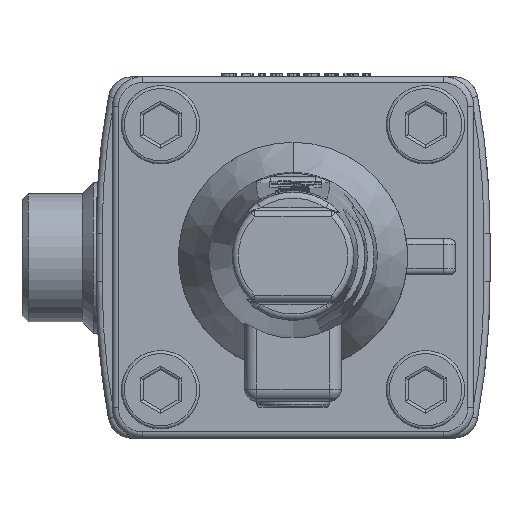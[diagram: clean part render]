
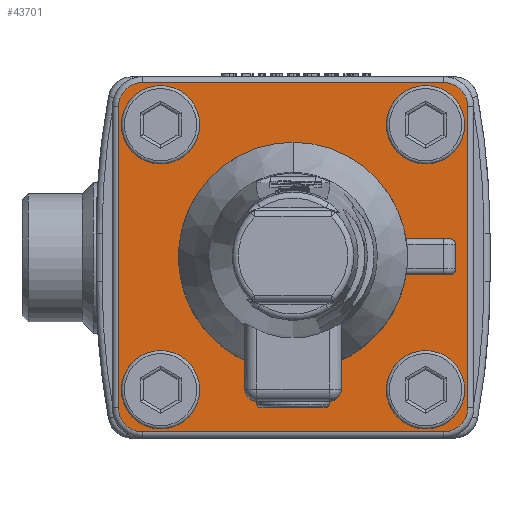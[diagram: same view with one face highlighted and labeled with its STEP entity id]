
A CAD part, top view. The second image highlights one B-rep face of the part: STEP entity #43701.
In plain terms, the highlighted planar face has unit normal (0, 0, 1).
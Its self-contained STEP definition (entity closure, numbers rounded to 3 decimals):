
#43535=CARTESIAN_POINT('',(-0.,0.,54.5));
#43536=DIRECTION('',(0.,0.,1.));
#43537=DIRECTION('',(0.,1.,-0.));
#43538=AXIS2_PLACEMENT_3D('',#43535,#43536,#43537);
#43539=PLANE('',#43538);
#43540=CARTESIAN_POINT('',(-22.,-16.,54.5));
#43541=VERTEX_POINT('',#43540);
#43542=CARTESIAN_POINT('',(-28.,-22.,54.5));
#43543=VERTEX_POINT('',#43542);
#43544=CARTESIAN_POINT('',(-22.,-22.,54.5));
#43545=DIRECTION('',(0.,0.,1.));
#43546=DIRECTION('',(-1.,0.,0.));
#43547=AXIS2_PLACEMENT_3D('',#43544,#43545,#43546);
#43548=CIRCLE('',#43547,6.);
#43549=EDGE_CURVE('',#43541,#43543,#43548,.T.);
#43550=ORIENTED_EDGE('',*,*,#43549,.F.);
#43551=CARTESIAN_POINT('',(-22.,-22.,54.5));
#43552=DIRECTION('',(0.,0.,1.));
#43553=DIRECTION('',(-1.,0.,0.));
#43554=AXIS2_PLACEMENT_3D('',#43551,#43552,#43553);
#43555=CIRCLE('',#43554,6.);
#43556=EDGE_CURVE('',#43543,#43541,#43555,.T.);
#43557=ORIENTED_EDGE('',*,*,#43556,.F.);
#43558=EDGE_LOOP('',(#43550,#43557));
#43559=FACE_BOUND('',#43558,.T.);
#43560=CARTESIAN_POINT('',(22.,28.,54.5));
#43561=VERTEX_POINT('',#43560);
#43562=CARTESIAN_POINT('',(16.,22.,54.5));
#43563=VERTEX_POINT('',#43562);
#43564=CARTESIAN_POINT('',(22.,22.,54.5));
#43565=DIRECTION('',(0.,0.,1.));
#43566=DIRECTION('',(-1.,0.,0.));
#43567=AXIS2_PLACEMENT_3D('',#43564,#43565,#43566);
#43568=CIRCLE('',#43567,6.);
#43569=EDGE_CURVE('',#43561,#43563,#43568,.T.);
#43570=ORIENTED_EDGE('',*,*,#43569,.F.);
#43571=CARTESIAN_POINT('',(22.,22.,54.5));
#43572=DIRECTION('',(0.,0.,1.));
#43573=DIRECTION('',(-1.,0.,0.));
#43574=AXIS2_PLACEMENT_3D('',#43571,#43572,#43573);
#43575=CIRCLE('',#43574,6.);
#43576=EDGE_CURVE('',#43563,#43561,#43575,.T.);
#43577=ORIENTED_EDGE('',*,*,#43576,.F.);
#43578=EDGE_LOOP('',(#43570,#43577));
#43579=FACE_BOUND('',#43578,.T.);
#43580=CARTESIAN_POINT('',(22.,-16.,54.5));
#43581=VERTEX_POINT('',#43580);
#43582=CARTESIAN_POINT('',(16.,-22.,54.5));
#43583=VERTEX_POINT('',#43582);
#43584=CARTESIAN_POINT('',(22.,-22.,54.5));
#43585=DIRECTION('',(0.,0.,1.));
#43586=DIRECTION('',(-1.,0.,0.));
#43587=AXIS2_PLACEMENT_3D('',#43584,#43585,#43586);
#43588=CIRCLE('',#43587,6.);
#43589=EDGE_CURVE('',#43581,#43583,#43588,.T.);
#43590=ORIENTED_EDGE('',*,*,#43589,.F.);
#43591=CARTESIAN_POINT('',(22.,-22.,54.5));
#43592=DIRECTION('',(0.,0.,1.));
#43593=DIRECTION('',(-1.,0.,0.));
#43594=AXIS2_PLACEMENT_3D('',#43591,#43592,#43593);
#43595=CIRCLE('',#43594,6.);
#43596=EDGE_CURVE('',#43583,#43581,#43595,.T.);
#43597=ORIENTED_EDGE('',*,*,#43596,.F.);
#43598=EDGE_LOOP('',(#43590,#43597));
#43599=FACE_BOUND('',#43598,.T.);
#43600=CARTESIAN_POINT('',(-22.,28.,54.5));
#43601=VERTEX_POINT('',#43600);
#43602=CARTESIAN_POINT('',(-28.,22.,54.5));
#43603=VERTEX_POINT('',#43602);
#43604=CARTESIAN_POINT('',(-22.,22.,54.5));
#43605=DIRECTION('',(0.,0.,1.));
#43606=DIRECTION('',(-1.,0.,0.));
#43607=AXIS2_PLACEMENT_3D('',#43604,#43605,#43606);
#43608=CIRCLE('',#43607,6.);
#43609=EDGE_CURVE('',#43601,#43603,#43608,.T.);
#43610=ORIENTED_EDGE('',*,*,#43609,.F.);
#43611=CARTESIAN_POINT('',(-22.,22.,54.5));
#43612=DIRECTION('',(0.,0.,1.));
#43613=DIRECTION('',(-1.,0.,0.));
#43614=AXIS2_PLACEMENT_3D('',#43611,#43612,#43613);
#43615=CIRCLE('',#43614,6.);
#43616=EDGE_CURVE('',#43603,#43601,#43615,.T.);
#43617=ORIENTED_EDGE('',*,*,#43616,.F.);
#43618=EDGE_LOOP('',(#43610,#43617));
#43619=FACE_BOUND('',#43618,.T.);
#43620=CARTESIAN_POINT('',(-0.,15.5,54.5));
#43621=VERTEX_POINT('',#43620);
#43622=CARTESIAN_POINT('',(-0.,0.,54.5));
#43623=DIRECTION('',(0.,0.,1.));
#43624=DIRECTION('',(0.,1.,-0.));
#43625=AXIS2_PLACEMENT_3D('',#43622,#43623,#43624);
#43626=CIRCLE('',#43625,15.5);
#43627=EDGE_CURVE('',#43621,#43621,#43626,.T.);
#43628=ORIENTED_EDGE('',*,*,#43627,.F.);
#43629=EDGE_LOOP('',(#43628));
#43630=FACE_BOUND('',#43629,.T.);
#43631=CARTESIAN_POINT('',(-29.,-25.,54.5));
#43632=VERTEX_POINT('',#43631);
#43633=CARTESIAN_POINT('',(-25.,-29.,54.5));
#43634=VERTEX_POINT('',#43633);
#43635=CARTESIAN_POINT('',(-25.,-25.,54.5));
#43636=DIRECTION('',(0.,0.,1.));
#43637=DIRECTION('',(-0.,-1.,0.));
#43638=AXIS2_PLACEMENT_3D('',#43635,#43636,#43637);
#43639=CIRCLE('',#43638,4.);
#43640=EDGE_CURVE('',#43632,#43634,#43639,.T.);
#43641=ORIENTED_EDGE('',*,*,#43640,.T.);
#43642=CARTESIAN_POINT('',(25.,-29.,54.5));
#43643=VERTEX_POINT('',#43642);
#43644=CARTESIAN_POINT('',(-25.,-29.,54.5));
#43645=DIRECTION('',(1.,-0.,-0.));
#43646=VECTOR('',#43645,50.);
#43647=LINE('',#43644,#43646);
#43648=EDGE_CURVE('',#43634,#43643,#43647,.T.);
#43649=ORIENTED_EDGE('',*,*,#43648,.T.);
#43650=CARTESIAN_POINT('',(29.,-25.,54.5));
#43651=VERTEX_POINT('',#43650);
#43652=CARTESIAN_POINT('',(25.,-25.,54.5));
#43653=DIRECTION('',(0.,0.,1.));
#43654=DIRECTION('',(-0.,-1.,0.));
#43655=AXIS2_PLACEMENT_3D('',#43652,#43653,#43654);
#43656=CIRCLE('',#43655,4.);
#43657=EDGE_CURVE('',#43643,#43651,#43656,.T.);
#43658=ORIENTED_EDGE('',*,*,#43657,.T.);
#43659=CARTESIAN_POINT('',(29.,25.,54.5));
#43660=VERTEX_POINT('',#43659);
#43661=CARTESIAN_POINT('',(29.,-25.,54.5));
#43662=DIRECTION('',(0.,1.,0.));
#43663=VECTOR('',#43662,50.);
#43664=LINE('',#43661,#43663);
#43665=EDGE_CURVE('',#43651,#43660,#43664,.T.);
#43666=ORIENTED_EDGE('',*,*,#43665,.T.);
#43667=CARTESIAN_POINT('',(25.,29.,54.5));
#43668=VERTEX_POINT('',#43667);
#43669=CARTESIAN_POINT('',(25.,25.,54.5));
#43670=DIRECTION('',(0.,0.,1.));
#43671=DIRECTION('',(-0.,-1.,0.));
#43672=AXIS2_PLACEMENT_3D('',#43669,#43670,#43671);
#43673=CIRCLE('',#43672,4.);
#43674=EDGE_CURVE('',#43660,#43668,#43673,.T.);
#43675=ORIENTED_EDGE('',*,*,#43674,.T.);
#43676=CARTESIAN_POINT('',(-25.,29.,54.5));
#43677=VERTEX_POINT('',#43676);
#43678=CARTESIAN_POINT('',(25.,29.,54.5));
#43679=DIRECTION('',(-1.,0.,0.));
#43680=VECTOR('',#43679,50.);
#43681=LINE('',#43678,#43680);
#43682=EDGE_CURVE('',#43668,#43677,#43681,.T.);
#43683=ORIENTED_EDGE('',*,*,#43682,.T.);
#43684=CARTESIAN_POINT('',(-29.,25.,54.5));
#43685=VERTEX_POINT('',#43684);
#43686=CARTESIAN_POINT('',(-25.,25.,54.5));
#43687=DIRECTION('',(0.,0.,1.));
#43688=DIRECTION('',(-0.,-1.,0.));
#43689=AXIS2_PLACEMENT_3D('',#43686,#43687,#43688);
#43690=CIRCLE('',#43689,4.);
#43691=EDGE_CURVE('',#43677,#43685,#43690,.T.);
#43692=ORIENTED_EDGE('',*,*,#43691,.T.);
#43693=CARTESIAN_POINT('',(-29.,25.,54.5));
#43694=DIRECTION('',(-0.,-1.,-0.));
#43695=VECTOR('',#43694,50.);
#43696=LINE('',#43693,#43695);
#43697=EDGE_CURVE('',#43685,#43632,#43696,.T.);
#43698=ORIENTED_EDGE('',*,*,#43697,.T.);
#43699=EDGE_LOOP('',(#43641,#43649,#43658,#43666,#43675,#43683,#43692,#43698));
#43700=FACE_BOUND('',#43699,.T.);
#43701=ADVANCED_FACE('',(#43559,#43579,#43599,#43619,#43630,#43700),#43539,.T.);
